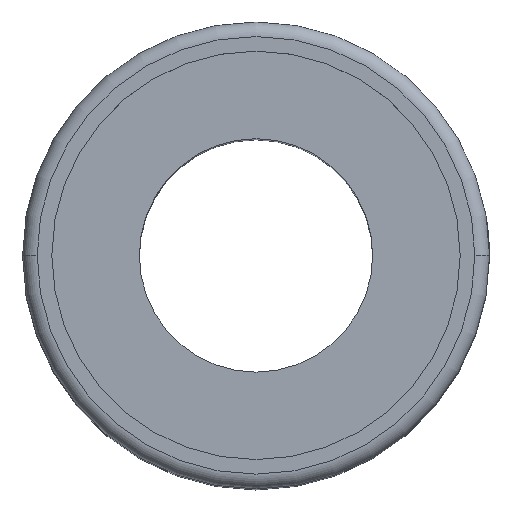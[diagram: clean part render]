
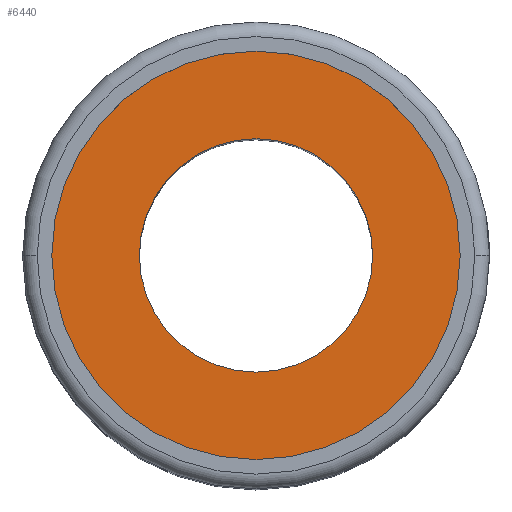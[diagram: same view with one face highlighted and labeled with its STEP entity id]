
A CAD part, top view. The second image highlights one B-rep face of the part: STEP entity #6440.
In plain terms, the highlighted planar face has unit normal (0, 0, 1).
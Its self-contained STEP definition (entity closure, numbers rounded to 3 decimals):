
#533 = FACE_BOUND ( 'NONE', #5723, .T. ) ;
#949 = ORIENTED_EDGE ( 'NONE', *, *, #14008, .T. ) ;
#2384 = AXIS2_PLACEMENT_3D ( 'NONE', #5434, #6806, #4361 ) ;
#2730 = PLANE ( 'NONE',  #12280 ) ;
#2876 = VERTEX_POINT ( 'NONE', #8467 ) ;
#3045 = EDGE_CURVE ( 'NONE', #5954, #2876, #9943, .T. ) ;
#3096 = DIRECTION ( 'NONE',  ( 1., 0., 0. ) ) ;
#3378 = AXIS2_PLACEMENT_3D ( 'NONE', #10062, #4260, #7785 ) ;
#3690 = VERTEX_POINT ( 'NONE', #11296 ) ;
#3787 = ORIENTED_EDGE ( 'NONE', *, *, #13682, .F. ) ;
#4260 = DIRECTION ( 'NONE',  ( 0., 0., 1. ) ) ;
#4361 = DIRECTION ( 'NONE',  ( 1., 0., 0. ) ) ;
#5070 = CIRCLE ( 'NONE', #15043, 4. ) ;
#5156 = FACE_OUTER_BOUND ( 'NONE', #9616, .T. ) ;
#5434 = CARTESIAN_POINT ( 'NONE',  ( 0., 0., 11.8 ) ) ;
#5723 = EDGE_LOOP ( 'NONE', ( #3787, #6802 ) ) ;
#5954 = VERTEX_POINT ( 'NONE', #14246 ) ;
#6440 = ADVANCED_FACE ( 'NONE', ( #533, #5156 ), #2730, .T. ) ;
#6802 = ORIENTED_EDGE ( 'NONE', *, *, #3045, .F. ) ;
#6806 = DIRECTION ( 'NONE',  ( 0., 0., 1. ) ) ;
#7381 = CARTESIAN_POINT ( 'NONE',  ( 0., 0., 11.8 ) ) ;
#7785 = DIRECTION ( 'NONE',  ( 1., 0., 0. ) ) ;
#8467 = CARTESIAN_POINT ( 'NONE',  ( -4., 0., 11.8 ) ) ;
#8899 = DIRECTION ( 'NONE',  ( 0., 0., 1. ) ) ;
#8970 = ORIENTED_EDGE ( 'NONE', *, *, #13021, .T. ) ;
#9616 = EDGE_LOOP ( 'NONE', ( #949, #8970 ) ) ;
#9741 = DIRECTION ( 'NONE',  ( 0., 0., 1. ) ) ;
#9814 = DIRECTION ( 'NONE',  ( 1., 0., 0. ) ) ;
#9943 = CIRCLE ( 'NONE', #3378, 4. ) ;
#10062 = CARTESIAN_POINT ( 'NONE',  ( 0., 0., 11.8 ) ) ;
#10872 = VERTEX_POINT ( 'NONE', #12880 ) ;
#11296 = CARTESIAN_POINT ( 'NONE',  ( -7., 0., 11.8 ) ) ;
#11401 = CARTESIAN_POINT ( 'NONE',  ( 0., 0., 11.8 ) ) ;
#11481 = AXIS2_PLACEMENT_3D ( 'NONE', #12713, #12081, #11576 ) ;
#11576 = DIRECTION ( 'NONE',  ( 1., 0., 0. ) ) ;
#12081 = DIRECTION ( 'NONE',  ( 0., 0., 1. ) ) ;
#12280 = AXIS2_PLACEMENT_3D ( 'NONE', #7381, #9741, #9814 ) ;
#12713 = CARTESIAN_POINT ( 'NONE',  ( 0., 0., 11.8 ) ) ;
#12880 = CARTESIAN_POINT ( 'NONE',  ( 7., 0., 11.8 ) ) ;
#13021 = EDGE_CURVE ( 'NONE', #3690, #10872, #13913, .T. ) ;
#13568 = CIRCLE ( 'NONE', #2384, 7. ) ;
#13682 = EDGE_CURVE ( 'NONE', #2876, #5954, #5070, .T. ) ;
#13913 = CIRCLE ( 'NONE', #11481, 7. ) ;
#14008 = EDGE_CURVE ( 'NONE', #10872, #3690, #13568, .T. ) ;
#14246 = CARTESIAN_POINT ( 'NONE',  ( 4., 0., 11.8 ) ) ;
#15043 = AXIS2_PLACEMENT_3D ( 'NONE', #11401, #8899, #3096 ) ;
